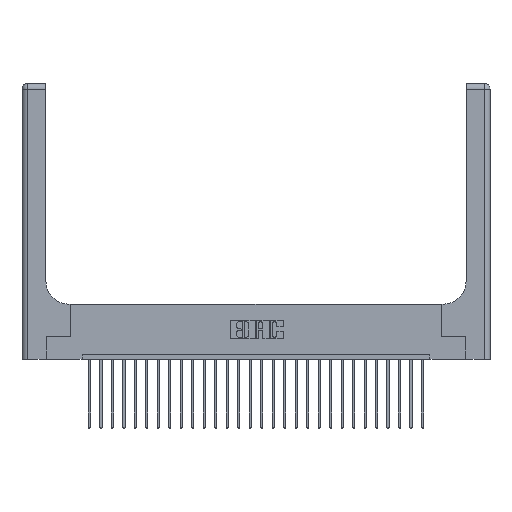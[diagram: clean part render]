
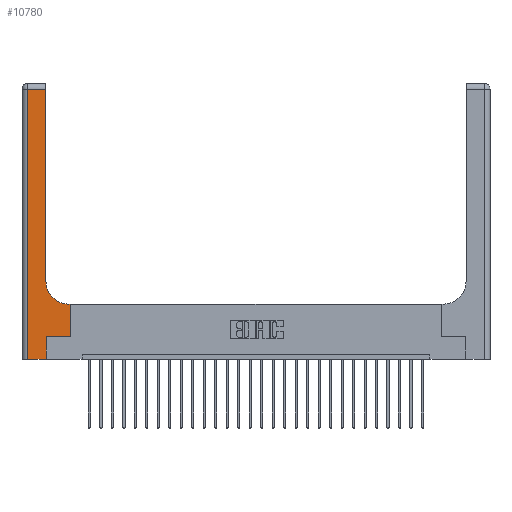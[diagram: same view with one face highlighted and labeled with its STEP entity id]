
A CAD part, top view. The second image highlights one B-rep face of the part: STEP entity #10780.
In plain terms, the highlighted planar face has unit normal (0, 0, 1).
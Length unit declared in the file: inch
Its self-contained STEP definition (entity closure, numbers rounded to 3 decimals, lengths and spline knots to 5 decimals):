
#22 = ORIENTED_EDGE ( 'NONE', *, *, #25704, .T. ) ;
#337 = VECTOR ( 'NONE', #8562, 39.37008 ) ;
#1150 = DIRECTION ( 'NONE',  ( 1., 0., 0. ) ) ;
#1278 = EDGE_CURVE ( 'NONE', #1970, #15425, #22615, .T. ) ;
#1676 = EDGE_CURVE ( 'NONE', #10225, #13717, #6469, .T. ) ;
#1970 = VERTEX_POINT ( 'NONE', #3847 ) ;
#2253 = VERTEX_POINT ( 'NONE', #3683 ) ;
#2350 = CARTESIAN_POINT ( 'NONE',  ( 0.528, 0.25, 0.37 ) ) ;
#2449 = EDGE_CURVE ( 'NONE', #13717, #13604, #14412, .T. ) ;
#2792 = VERTEX_POINT ( 'NONE', #18034 ) ;
#3538 = LINE ( 'NONE', #25291, #19515 ) ;
#3683 = CARTESIAN_POINT ( 'NONE',  ( 0.51, 0.6, 0.37 ) ) ;
#3778 = ORIENTED_EDGE ( 'NONE', *, *, #1278, .T. ) ;
#3847 = CARTESIAN_POINT ( 'NONE',  ( 0.06, 2.94, 0.37 ) ) ;
#4359 = FACE_OUTER_BOUND ( 'NONE', #20244, .T. ) ;
#4589 = VERTEX_POINT ( 'NONE', #16705 ) ;
#4743 = DIRECTION ( 'NONE',  ( 0., 1., 0. ) ) ;
#4900 = DIRECTION ( 'NONE',  ( 1., 0., 0. ) ) ;
#5242 = DIRECTION ( 'NONE',  ( 0., 1., 0. ) ) ;
#6320 = PLANE ( 'NONE',  #8850 ) ;
#6386 = ORIENTED_EDGE ( 'NONE', *, *, #22379, .T. ) ;
#6469 = LINE ( 'NONE', #12499, #337 ) ;
#6560 = CARTESIAN_POINT ( 'NONE',  ( 0., 2.94, 0.37 ) ) ;
#6898 = CARTESIAN_POINT ( 'NONE',  ( 0.06, 3., 0.37 ) ) ;
#6982 = ORIENTED_EDGE ( 'NONE', *, *, #19486, .T. ) ;
#7305 = VERTEX_POINT ( 'NONE', #25621 ) ;
#7853 = AXIS2_PLACEMENT_3D ( 'NONE', #25229, #8987, #1150 ) ;
#8562 = DIRECTION ( 'NONE',  ( 0., 1., 0. ) ) ;
#8662 = ORIENTED_EDGE ( 'NONE', *, *, #1676, .T. ) ;
#8696 = CARTESIAN_POINT ( 'NONE',  ( 0., 0., 0.37 ) ) ;
#8850 = AXIS2_PLACEMENT_3D ( 'NONE', #22308, #18135, #12355 ) ;
#8987 = DIRECTION ( 'NONE',  ( 0., 0., -1. ) ) ;
#10121 = ORIENTED_EDGE ( 'NONE', *, *, #23722, .T. ) ;
#10225 = VERTEX_POINT ( 'NONE', #19992 ) ;
#10438 = VECTOR ( 'NONE', #11087, 39.37008 ) ;
#10780 = ADVANCED_FACE ( 'NONE', ( #4359 ), #6320, .F. ) ;
#10990 = EDGE_CURVE ( 'NONE', #13604, #4589, #18918, .T. ) ;
#11087 = DIRECTION ( 'NONE',  ( 0., -1., 0. ) ) ;
#12355 = DIRECTION ( 'NONE',  ( -1., 0., 0. ) ) ;
#12499 = CARTESIAN_POINT ( 'NONE',  ( 0.265, 0., 0.37 ) ) ;
#13604 = VERTEX_POINT ( 'NONE', #2350 ) ;
#13717 = VERTEX_POINT ( 'NONE', #24351 ) ;
#14074 = CARTESIAN_POINT ( 'NONE',  ( 0.26, 0.6, 0.37 ) ) ;
#14289 = DIRECTION ( 'NONE',  ( 1., 0., 0. ) ) ;
#14412 = LINE ( 'NONE', #24757, #24117 ) ;
#15283 = VECTOR ( 'NONE', #20587, 39.37008 ) ;
#15425 = VERTEX_POINT ( 'NONE', #20496 ) ;
#15661 = VECTOR ( 'NONE', #19839, 39.37008 ) ;
#16705 = CARTESIAN_POINT ( 'NONE',  ( 0.528, 0.6, 0.37 ) ) ;
#17116 = ORIENTED_EDGE ( 'NONE', *, *, #17166, .T. ) ;
#17166 = EDGE_CURVE ( 'NONE', #15425, #10225, #24695, .T. ) ;
#18034 = CARTESIAN_POINT ( 'NONE',  ( 0.26, 2.94, 0.37 ) ) ;
#18135 = DIRECTION ( 'NONE',  ( 0., 0., -1. ) ) ;
#18918 = LINE ( 'NONE', #25188, #24961 ) ;
#19486 = EDGE_CURVE ( 'NONE', #4589, #2253, #19580, .T. ) ;
#19515 = VECTOR ( 'NONE', #5242, 39.37008 ) ;
#19580 = LINE ( 'NONE', #14074, #15661 ) ;
#19839 = DIRECTION ( 'NONE',  ( -1., 0., 0. ) ) ;
#19992 = CARTESIAN_POINT ( 'NONE',  ( 0.265, 0., 0.37 ) ) ;
#20244 = EDGE_LOOP ( 'NONE', ( #10121, #6386, #3778, #17116, #8662, #21128, #20572, #6982, #22 ) ) ;
#20392 = CIRCLE ( 'NONE', #7853, 0.25 ) ;
#20496 = CARTESIAN_POINT ( 'NONE',  ( 0.06, 0., 0.37 ) ) ;
#20572 = ORIENTED_EDGE ( 'NONE', *, *, #10990, .T. ) ;
#20587 = DIRECTION ( 'NONE',  ( -1., 0., 0. ) ) ;
#21128 = ORIENTED_EDGE ( 'NONE', *, *, #2449, .T. ) ;
#22308 = CARTESIAN_POINT ( 'NONE',  ( 0., 3., 0.37 ) ) ;
#22379 = EDGE_CURVE ( 'NONE', #2792, #1970, #24384, .T. ) ;
#22615 = LINE ( 'NONE', #6898, #10438 ) ;
#23722 = EDGE_CURVE ( 'NONE', #7305, #2792, #3538, .T. ) ;
#24117 = VECTOR ( 'NONE', #14289, 39.37008 ) ;
#24351 = CARTESIAN_POINT ( 'NONE',  ( 0.265, 0.25, 0.37 ) ) ;
#24384 = LINE ( 'NONE', #6560, #15283 ) ;
#24695 = LINE ( 'NONE', #8696, #25216 ) ;
#24757 = CARTESIAN_POINT ( 'NONE',  ( 0.265, 0.25, 0.37 ) ) ;
#24961 = VECTOR ( 'NONE', #4743, 39.37008 ) ;
#25188 = CARTESIAN_POINT ( 'NONE',  ( 0.528, 0.25, 0.37 ) ) ;
#25216 = VECTOR ( 'NONE', #4900, 39.37008 ) ;
#25229 = CARTESIAN_POINT ( 'NONE',  ( 0.51, 0.85, 0.37 ) ) ;
#25291 = CARTESIAN_POINT ( 'NONE',  ( 0.26, 3., 0.37 ) ) ;
#25621 = CARTESIAN_POINT ( 'NONE',  ( 0.26, 0.85, 0.37 ) ) ;
#25704 = EDGE_CURVE ( 'NONE', #2253, #7305, #20392, .T. ) ;
